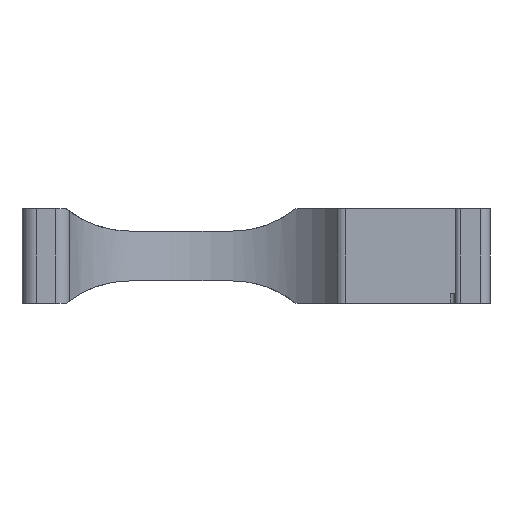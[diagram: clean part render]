
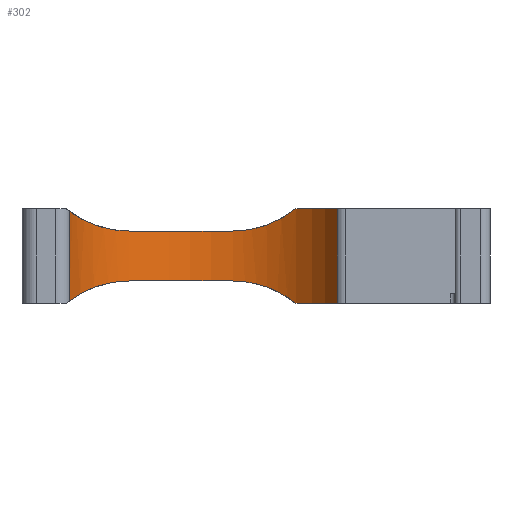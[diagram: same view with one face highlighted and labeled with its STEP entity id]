
A CAD part, left-side view. The second image highlights one B-rep face of the part: STEP entity #302.
In plain terms, the highlighted cylindrical face has radius 15 mm (diameter 30 mm), a partial arc.
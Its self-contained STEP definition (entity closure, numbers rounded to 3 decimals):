
#97=B_SPLINE_CURVE_WITH_KNOTS('',3,(#6711,#6712,#6713,#6714),.UNSPECIFIED.,
 .F.,.F.,(4,4),(0.,1.),.UNSPECIFIED.);
#98=B_SPLINE_CURVE_WITH_KNOTS('',3,(#6716,#6717,#6718,#6719),.UNSPECIFIED.,
 .F.,.F.,(4,4),(0.,1.),.UNSPECIFIED.);
#99=B_SPLINE_CURVE_WITH_KNOTS('',3,(#6723,#6724,#6725,#6726,#6727,#6728),
 .UNSPECIFIED.,.F.,.F.,(4,2,4),(0.,0.5,1.),.UNSPECIFIED.);
#100=B_SPLINE_CURVE_WITH_KNOTS('',3,(#6732,#6733,#6734,#6735),.UNSPECIFIED.,
 .F.,.F.,(4,4),(0.,1.),.UNSPECIFIED.);
#157=CYLINDRICAL_SURFACE('',#4494,15.);
#302=ADVANCED_FACE('',(#609),#157,.F.);
#609=FACE_OUTER_BOUND('',#827,.T.);
#827=EDGE_LOOP('',(#1681,#1682,#1683,#1684,#1685,#1686,#1687,#1688,#1689,
#1690));
#1091=CIRCLE('',#4405,15.);
#1132=CIRCLE('',#4447,15.);
#1171=CIRCLE('',#4492,15.);
#1172=CIRCLE('',#4493,15.);
#1681=ORIENTED_EDGE('',*,*,#3258,.F.);
#1682=ORIENTED_EDGE('',*,*,#3259,.T.);
#1683=ORIENTED_EDGE('',*,*,#3101,.F.);
#1684=ORIENTED_EDGE('',*,*,#3260,.F.);
#1685=ORIENTED_EDGE('',*,*,#3181,.F.);
#1686=ORIENTED_EDGE('',*,*,#3261,.T.);
#1687=ORIENTED_EDGE('',*,*,#3262,.F.);
#1688=ORIENTED_EDGE('',*,*,#3263,.T.);
#1689=ORIENTED_EDGE('',*,*,#3264,.T.);
#1690=ORIENTED_EDGE('',*,*,#3265,.T.);
#2646=VERTEX_POINT('',#6393);
#2647=VERTEX_POINT('',#6395);
#2726=VERTEX_POINT('',#6554);
#2727=VERTEX_POINT('',#6556);
#2797=VERTEX_POINT('',#6709);
#2798=VERTEX_POINT('',#6710);
#2799=VERTEX_POINT('',#6720);
#2800=VERTEX_POINT('',#6722);
#2801=VERTEX_POINT('',#6729);
#2802=VERTEX_POINT('',#6731);
#3101=EDGE_CURVE('',#2646,#2647,#1091,.T.);
#3181=EDGE_CURVE('',#2726,#2727,#1132,.T.);
#3258=EDGE_CURVE('',#2797,#2798,#1171,.T.);
#3259=EDGE_CURVE('',#2797,#2647,#97,.T.);
#3260=EDGE_CURVE('',#2727,#2646,#3705,.T.);
#3261=EDGE_CURVE('',#2726,#2799,#98,.T.);
#3262=EDGE_CURVE('',#2800,#2799,#1172,.T.);
#3263=EDGE_CURVE('',#2800,#2801,#99,.T.);
#3264=EDGE_CURVE('',#2801,#2802,#3706,.T.);
#3265=EDGE_CURVE('',#2802,#2798,#100,.T.);
#3705=LINE('',#6715,#4090);
#3706=LINE('',#6730,#4091);
#4090=VECTOR('',#5359,1.);
#4091=VECTOR('',#5362,1.);
#4405=AXIS2_PLACEMENT_3D('',#6394,#5106,#5107);
#4447=AXIS2_PLACEMENT_3D('',#6555,#5229,#5230);
#4492=AXIS2_PLACEMENT_3D('',#6708,#5357,#5358);
#4493=AXIS2_PLACEMENT_3D('',#6721,#5360,#5361);
#4494=AXIS2_PLACEMENT_3D('',#6736,#5363,#5364);
#5106=DIRECTION('',(0.,0.,1.));
#5107=DIRECTION('',(1.,0.,0.));
#5229=DIRECTION('',(0.,0.,-1.));
#5230=DIRECTION('',(-1.,0.,0.));
#5357=DIRECTION('',(0.,0.,1.));
#5358=DIRECTION('',(1.,0.,0.));
#5359=DIRECTION('',(0.,0.,-1.));
#5360=DIRECTION('',(0.,0.,-1.));
#5361=DIRECTION('',(-1.,0.,0.));
#5362=DIRECTION('',(0.,0.,-1.));
#5363=DIRECTION('',(0.,0.,-1.));
#5364=DIRECTION('',(-1.,0.,0.));
#6393=CARTESIAN_POINT('',(-18.531,-28.708,0.));
#6394=CARTESIAN_POINT('',(-26.5,-16.,0.));
#6395=CARTESIAN_POINT('',(-14.21,-24.6,0.));
#6554=CARTESIAN_POINT('',(-14.21,-24.6,9.5));
#6555=CARTESIAN_POINT('',(-26.5,-16.,9.5));
#6556=CARTESIAN_POINT('',(-18.531,-28.708,9.5));
#6708=CARTESIAN_POINT('',(-26.5,-16.,2.25));
#6709=CARTESIAN_POINT('',(-11.674,-18.28,2.25));
#6710=CARTESIAN_POINT('',(-13.862,-7.92,2.25));
#6711=CARTESIAN_POINT('',(-11.674,-18.28,2.25));
#6712=CARTESIAN_POINT('',(-12.05,-20.72,2.25));
#6713=CARTESIAN_POINT('',(-13.037,-22.924,1.367));
#6714=CARTESIAN_POINT('',(-14.21,-24.6,0.));
#6715=CARTESIAN_POINT('',(-18.531,-28.708,19.5));
#6716=CARTESIAN_POINT('',(-14.21,-24.6,9.5));
#6717=CARTESIAN_POINT('',(-13.037,-22.924,8.133));
#6718=CARTESIAN_POINT('',(-12.05,-20.72,7.25));
#6719=CARTESIAN_POINT('',(-11.674,-18.28,7.25));
#6720=CARTESIAN_POINT('',(-11.674,-18.28,7.25));
#6721=CARTESIAN_POINT('',(-26.5,-16.,7.25));
#6722=CARTESIAN_POINT('',(-13.862,-7.92,7.25));
#6723=CARTESIAN_POINT('',(-13.862,-7.92,7.25));
#6724=CARTESIAN_POINT('',(-14.77,-6.5,7.25));
#6725=CARTESIAN_POINT('',(-15.889,-5.275,7.545));
#6726=CARTESIAN_POINT('',(-18.419,-3.26,8.336));
#6727=CARTESIAN_POINT('',(-19.794,-2.485,8.827));
#6728=CARTESIAN_POINT('',(-21.318,-1.923,9.247));
#6729=CARTESIAN_POINT('',(-21.318,-1.923,9.247));
#6730=CARTESIAN_POINT('',(-21.318,-1.923,19.5));
#6731=CARTESIAN_POINT('',(-21.318,-1.923,0.253));
#6732=CARTESIAN_POINT('',(-21.318,-1.923,0.253));
#6733=CARTESIAN_POINT('',(-18.269,-3.046,1.094));
#6734=CARTESIAN_POINT('',(-15.68,-5.077,2.25));
#6735=CARTESIAN_POINT('',(-13.862,-7.92,2.25));
#6736=CARTESIAN_POINT('',(-26.5,-16.,19.5));
